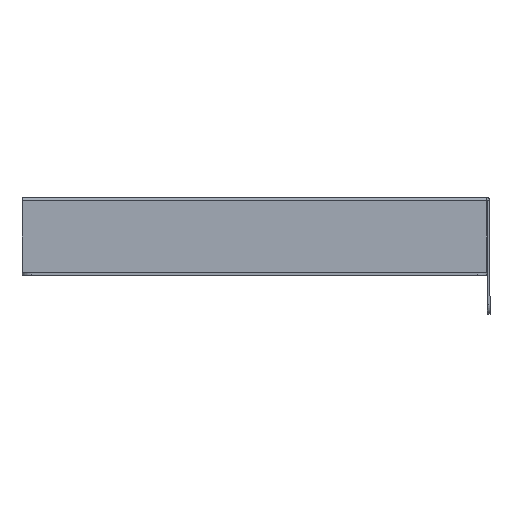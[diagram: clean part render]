
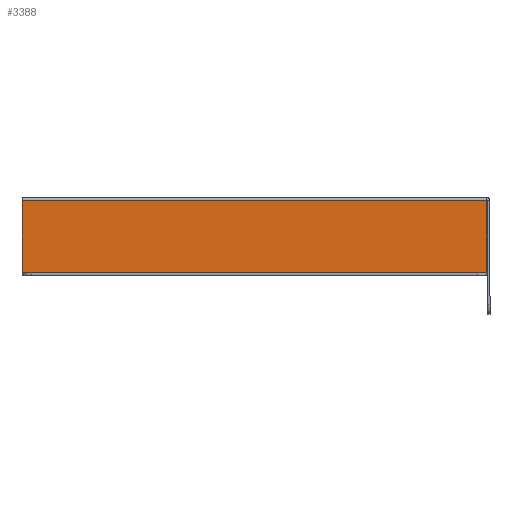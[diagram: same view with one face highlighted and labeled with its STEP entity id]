
A CAD part, left-side view. The second image highlights one B-rep face of the part: STEP entity #3388.
In plain terms, the highlighted planar face has unit normal (-1, 0, 0).
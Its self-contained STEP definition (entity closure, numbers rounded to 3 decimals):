
#9 = VECTOR ( 'NONE', #1750, 1000. ) ;
#23 = VECTOR ( 'NONE', #1777, 1000. ) ;
#26 = AXIS2_PLACEMENT_3D ( 'NONE', #183, #184, #185 ) ;
#182 = PLANE ( 'NONE',  #26 ) ;
#183 = CARTESIAN_POINT ( 'NONE',  ( -174., -119.15, -1.5 ) ) ;
#184 = DIRECTION ( 'NONE',  ( 1., 0., 0. ) ) ;
#185 = DIRECTION ( 'NONE',  ( 0., 0., -1. ) ) ;
#187 = FACE_OUTER_BOUND ( 'NONE', #2701, .T. ) ;
#217 = VECTOR ( 'NONE', #2043, 1000. ) ;
#298 = VECTOR ( 'NONE', #1661, 1000. ) ;
#855 = VERTEX_POINT ( 'NONE', #2275 ) ;
#884 = VERTEX_POINT ( 'NONE', #2253 ) ;
#1115 = VERTEX_POINT ( 'NONE', #2145 ) ;
#1121 = VERTEX_POINT ( 'NONE', #2142 ) ;
#1281 = ORIENTED_EDGE ( 'NONE', *, *, #3415, .T. ) ;
#1308 = ORIENTED_EDGE ( 'NONE', *, *, #3531, .F. ) ;
#1661 = DIRECTION ( 'NONE',  ( 0., 0., 1. ) ) ;
#1662 = CARTESIAN_POINT ( 'NONE',  ( -174., -119.15, -1.5 ) ) ;
#1669 = LINE ( 'NONE', #1662, #298 ) ;
#1750 = DIRECTION ( 'NONE',  ( 0., -1., 0. ) ) ;
#1752 = CARTESIAN_POINT ( 'NONE',  ( -174., -119.15, -1.6 ) ) ;
#1767 = LINE ( 'NONE', #1752, #9 ) ;
#1777 = DIRECTION ( 'NONE',  ( 0., 0., -1. ) ) ;
#1791 = CARTESIAN_POINT ( 'NONE',  ( -174., 119.25, -38.5 ) ) ;
#1792 = LINE ( 'NONE', #1791, #23 ) ;
#2039 = LINE ( 'NONE', #2050, #217 ) ;
#2043 = DIRECTION ( 'NONE',  ( 0., 1., 0. ) ) ;
#2050 = CARTESIAN_POINT ( 'NONE',  ( -174., -119.15, -38.4 ) ) ;
#2142 = CARTESIAN_POINT ( 'NONE',  ( -174., 119.25, -1.6 ) ) ;
#2145 = CARTESIAN_POINT ( 'NONE',  ( -174., -119.15, -38.4 ) ) ;
#2253 = CARTESIAN_POINT ( 'NONE',  ( -174., 119.25, -38.4 ) ) ;
#2275 = CARTESIAN_POINT ( 'NONE',  ( -174., -119.15, -1.6 ) ) ;
#2701 = EDGE_LOOP ( 'NONE', ( #1308, #2941, #2726, #1281 ) ) ;
#2726 = ORIENTED_EDGE ( 'NONE', *, *, #3424, .F. ) ;
#2941 = ORIENTED_EDGE ( 'NONE', *, *, #3454, .T. ) ;
#3388 = ADVANCED_FACE ( 'NONE', ( #187 ), #182, .F. ) ;
#3415 = EDGE_CURVE ( 'NONE', #1121, #884, #1792, .T. ) ;
#3424 = EDGE_CURVE ( 'NONE', #1121, #855, #1767, .T. ) ;
#3454 = EDGE_CURVE ( 'NONE', #1115, #855, #1669, .T. ) ;
#3531 = EDGE_CURVE ( 'NONE', #1115, #884, #2039, .T. ) ;
